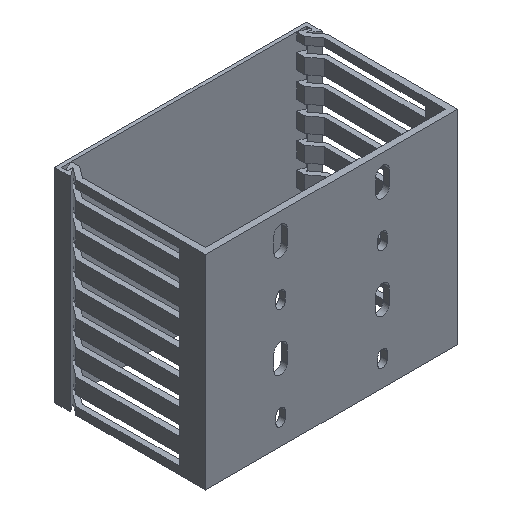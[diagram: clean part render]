
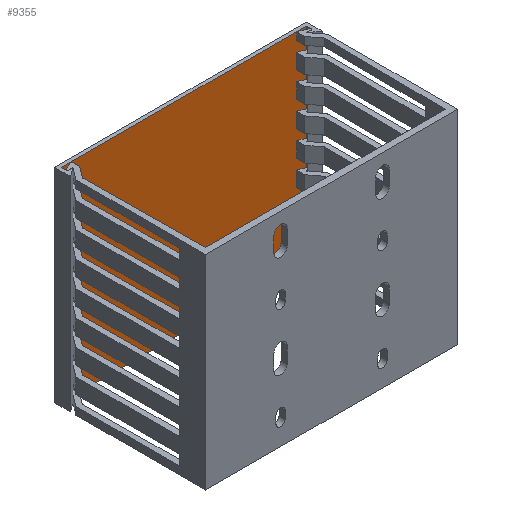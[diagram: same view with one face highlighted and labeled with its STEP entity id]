
A CAD part, isometric view. The second image highlights one B-rep face of the part: STEP entity #9355.
In plain terms, the highlighted planar face has unit normal (0, -1, 0).
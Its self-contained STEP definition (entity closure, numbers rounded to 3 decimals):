
#9153=DIRECTION('',(1.,0.,0.));
#9154=VECTOR('',#9153,120.1);
#9155=CARTESIAN_POINT('',(-60.05,-1.7,100.));
#9156=LINE('',#9155,#9154);
#9157=DIRECTION('',(-1.,0.,0.));
#9158=VECTOR('',#9157,120.1);
#9159=CARTESIAN_POINT('',(60.05,-1.7,0.));
#9160=LINE('',#9159,#9158);
#9161=DIRECTION('',(0.,0.,1.));
#9162=VECTOR('',#9161,100.);
#9163=CARTESIAN_POINT('',(-60.05,-1.7,0.));
#9164=LINE('',#9163,#9162);
#9181=DIRECTION('',(0.,0.,1.));
#9182=VECTOR('',#9181,100.);
#9183=CARTESIAN_POINT('',(60.05,-1.7,0.));
#9184=LINE('',#9183,#9182);
#9305=CARTESIAN_POINT('',(-60.05,-1.7,0.));
#9306=CARTESIAN_POINT('',(-60.05,-1.7,100.));
#9307=VERTEX_POINT('',#9305);
#9308=VERTEX_POINT('',#9306);
#9309=CARTESIAN_POINT('',(60.05,-1.7,0.));
#9310=CARTESIAN_POINT('',(60.05,-1.7,100.));
#9311=VERTEX_POINT('',#9309);
#9312=VERTEX_POINT('',#9310);
#9341=CARTESIAN_POINT('',(-60.05,-1.7,0.));
#9342=DIRECTION('',(0.,-1.,0.));
#9343=DIRECTION('',(1.,0.,0.));
#9344=AXIS2_PLACEMENT_3D('',#9341,#9342,#9343);
#9345=PLANE('',#9344);
#9347=ORIENTED_EDGE('',*,*,#9346,.T.);
#9349=ORIENTED_EDGE('',*,*,#9348,.F.);
#9350=ORIENTED_EDGE('',*,*,#9318,.T.);
#9352=ORIENTED_EDGE('',*,*,#9351,.T.);
#9353=EDGE_LOOP('',(#9347,#9349,#9350,#9352));
#9354=FACE_OUTER_BOUND('',#9353,.F.);
#9318=EDGE_CURVE('',#9311,#9307,#9160,.T.);
#9346=EDGE_CURVE('',#9308,#9312,#9156,.T.);
#9348=EDGE_CURVE('',#9311,#9312,#9184,.T.);
#9351=EDGE_CURVE('',#9307,#9308,#9164,.T.);
#9355=ADVANCED_FACE('',(#9354),#9345,.T.);
